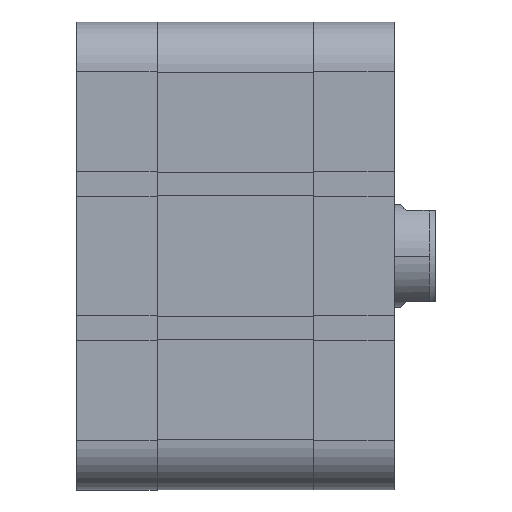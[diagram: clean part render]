
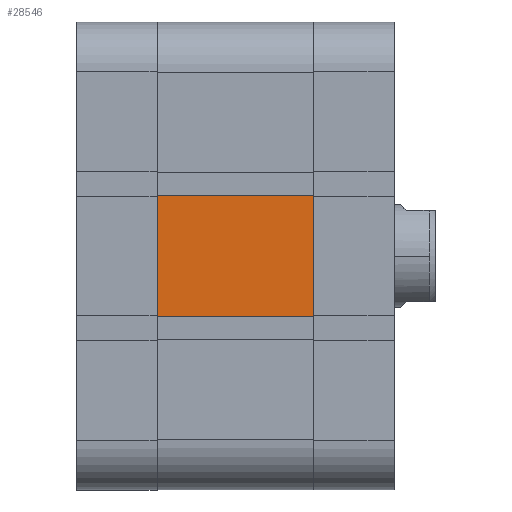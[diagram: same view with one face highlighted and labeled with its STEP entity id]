
A CAD part, front view. The second image highlights one B-rep face of the part: STEP entity #28546.
In plain terms, the highlighted planar face has unit normal (0, -1, 0).
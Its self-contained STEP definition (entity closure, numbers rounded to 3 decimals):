
#259 = CARTESIAN_POINT ( 'NONE',  ( 38.001, -56.75, 14.7 ) ) ;
#1397 = DIRECTION ( 'NONE',  ( 0., 0., -1. ) ) ;
#4395 = CARTESIAN_POINT ( 'NONE',  ( 0., -56.75, -56.75 ) ) ;
#4938 = ORIENTED_EDGE ( 'NONE', *, *, #13150, .T. ) ;
#5227 = CARTESIAN_POINT ( 'NONE',  ( 38., -56.75, -56.75 ) ) ;
#5374 = CARTESIAN_POINT ( 'NONE',  ( 38., -56.75, -56.75 ) ) ;
#5748 = VERTEX_POINT ( 'NONE', #8621 ) ;
#5918 = DIRECTION ( 'NONE',  ( -1., 0., 0. ) ) ;
#6346 = CARTESIAN_POINT ( 'NONE',  ( 38., -56.75, -14.7 ) ) ;
#8621 = CARTESIAN_POINT ( 'NONE',  ( 0., -56.75, -14.7 ) ) ;
#10995 = DIRECTION ( 'NONE',  ( 0., 0., -1. ) ) ;
#12211 = EDGE_LOOP ( 'NONE', ( #34043, #4938, #20185, #31114 ) ) ;
#13083 = VECTOR ( 'NONE', #1397, 1000. ) ;
#13150 = EDGE_CURVE ( 'NONE', #33660, #5748, #15628, .T. ) ;
#14306 = DIRECTION ( 'NONE',  ( -1., 0., 0. ) ) ;
#14401 = VERTEX_POINT ( 'NONE', #33271 ) ;
#15628 = LINE ( 'NONE', #4395, #13083 ) ;
#16389 = EDGE_CURVE ( 'NONE', #25733, #5748, #20495, .T. ) ;
#19050 = CARTESIAN_POINT ( 'NONE',  ( 0., -56.75, 14.7 ) ) ;
#19584 = LINE ( 'NONE', #5374, #36418 ) ;
#19823 = PLANE ( 'NONE',  #22136 ) ;
#20185 = ORIENTED_EDGE ( 'NONE', *, *, #16389, .F. ) ;
#20495 = LINE ( 'NONE', #25560, #27580 ) ;
#22136 = AXIS2_PLACEMENT_3D ( 'NONE', #5227, #31220, #25053 ) ;
#25053 = DIRECTION ( 'NONE',  ( 0., 0., 1. ) ) ;
#25560 = CARTESIAN_POINT ( 'NONE',  ( 38.001, -56.75, -14.7 ) ) ;
#25733 = VERTEX_POINT ( 'NONE', #6346 ) ;
#25890 = LINE ( 'NONE', #259, #26935 ) ;
#26935 = VECTOR ( 'NONE', #14306, 1000. ) ;
#27580 = VECTOR ( 'NONE', #5918, 1000. ) ;
#27835 = EDGE_CURVE ( 'NONE', #14401, #25733, #19584, .T. ) ;
#28546 = ADVANCED_FACE ( 'NONE', ( #30653 ), #19823, .F. ) ;
#28870 = EDGE_CURVE ( 'NONE', #14401, #33660, #25890, .T. ) ;
#30653 = FACE_OUTER_BOUND ( 'NONE', #12211, .T. ) ;
#31114 = ORIENTED_EDGE ( 'NONE', *, *, #27835, .F. ) ;
#31220 = DIRECTION ( 'NONE',  ( 0., 1., 0. ) ) ;
#33271 = CARTESIAN_POINT ( 'NONE',  ( 38., -56.75, 14.7 ) ) ;
#33660 = VERTEX_POINT ( 'NONE', #19050 ) ;
#34043 = ORIENTED_EDGE ( 'NONE', *, *, #28870, .T. ) ;
#36418 = VECTOR ( 'NONE', #10995, 1000. ) ;
